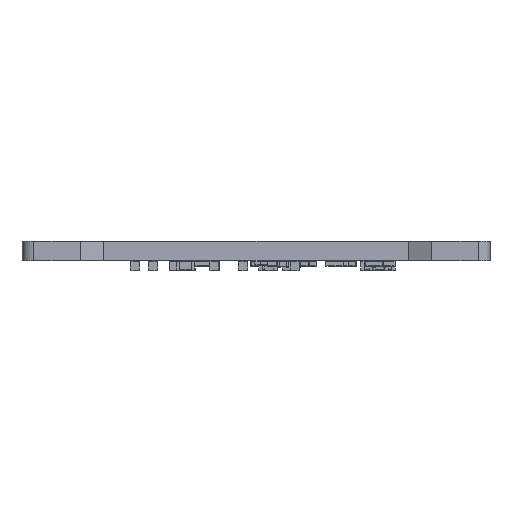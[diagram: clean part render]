
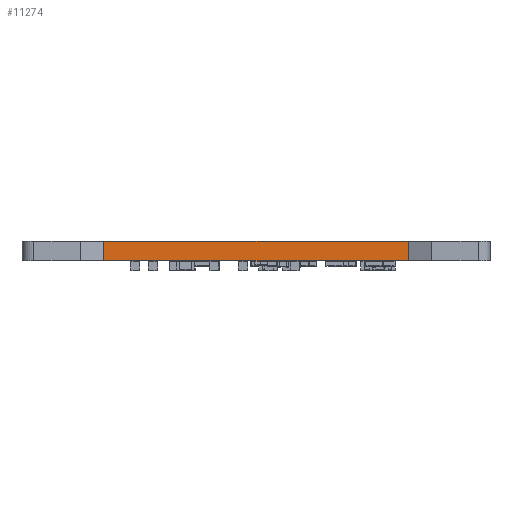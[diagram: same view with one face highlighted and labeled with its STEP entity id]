
A CAD part, left-side view. The second image highlights one B-rep face of the part: STEP entity #11274.
In plain terms, the highlighted planar face has unit normal (-1, 0, 0).
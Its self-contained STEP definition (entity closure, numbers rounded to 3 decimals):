
#7739 = PLANE('',#7740);
#7740 = AXIS2_PLACEMENT_3D('',#7741,#7742,#7743);
#7741 = CARTESIAN_POINT('',(20.,20.,1.635));
#7742 = DIRECTION('',(-0.,-0.,-1.));
#7743 = DIRECTION('',(-1.,0.,0.));
#7767 = PLANE('',#7768);
#7768 = AXIS2_PLACEMENT_3D('',#7769,#7770,#7771);
#7769 = CARTESIAN_POINT('',(0.,5.,0.));
#7770 = DIRECTION('',(-0.894,0.447,0.));
#7771 = DIRECTION('',(0.447,0.894,0.));
#7793 = PLANE('',#7794);
#7794 = AXIS2_PLACEMENT_3D('',#7795,#7796,#7797);
#7795 = CARTESIAN_POINT('',(20.,20.,0.));
#7796 = DIRECTION('',(-0.,-0.,-1.));
#7797 = DIRECTION('',(-1.,0.,0.));
#7896 = VERTEX_POINT('',#7897);
#7897 = CARTESIAN_POINT('',(1.,7.,1.635));
#7918 = EDGE_CURVE('',#7919,#7896,#7921,.T.);
#7919 = VERTEX_POINT('',#7920);
#7920 = CARTESIAN_POINT('',(1.,7.,0.));
#7921 = SURFACE_CURVE('',#7922,(#7926,#7933),.PCURVE_S1.);
#7922 = LINE('',#7923,#7924);
#7923 = CARTESIAN_POINT('',(1.,7.,0.));
#7924 = VECTOR('',#7925,1.);
#7925 = DIRECTION('',(0.,0.,1.));
#7926 = PCURVE('',#7767,#7927);
#7927 = DEFINITIONAL_REPRESENTATION('',(#7928),#7932);
#7928 = LINE('',#7929,#7930);
#7929 = CARTESIAN_POINT('',(2.236,0.));
#7930 = VECTOR('',#7931,1.);
#7931 = DIRECTION('',(0.,-1.));
#7932 = ( GEOMETRIC_REPRESENTATION_CONTEXT(2) 
PARAMETRIC_REPRESENTATION_CONTEXT() REPRESENTATION_CONTEXT('2D SPACE',''
  ) );
#7933 = PCURVE('',#7934,#7939);
#7934 = PLANE('',#7935);
#7935 = AXIS2_PLACEMENT_3D('',#7936,#7937,#7938);
#7936 = CARTESIAN_POINT('',(1.,7.,0.));
#7937 = DIRECTION('',(-1.,0.,0.));
#7938 = DIRECTION('',(0.,1.,0.));
#7939 = DEFINITIONAL_REPRESENTATION('',(#7940),#7944);
#7940 = LINE('',#7941,#7942);
#7941 = CARTESIAN_POINT('',(0.,0.));
#7942 = VECTOR('',#7943,1.);
#7943 = DIRECTION('',(0.,-1.));
#7944 = ( GEOMETRIC_REPRESENTATION_CONTEXT(2) 
PARAMETRIC_REPRESENTATION_CONTEXT() REPRESENTATION_CONTEXT('2D SPACE',''
  ) );
#7972 = EDGE_CURVE('',#7919,#7973,#7975,.T.);
#7973 = VERTEX_POINT('',#7974);
#7974 = CARTESIAN_POINT('',(1.,33.,0.));
#7975 = SURFACE_CURVE('',#7976,(#7980,#7987),.PCURVE_S1.);
#7976 = LINE('',#7977,#7978);
#7977 = CARTESIAN_POINT('',(1.,7.,0.));
#7978 = VECTOR('',#7979,1.);
#7979 = DIRECTION('',(0.,1.,0.));
#7980 = PCURVE('',#7793,#7981);
#7981 = DEFINITIONAL_REPRESENTATION('',(#7982),#7986);
#7982 = LINE('',#7983,#7984);
#7983 = CARTESIAN_POINT('',(19.,-13.));
#7984 = VECTOR('',#7985,1.);
#7985 = DIRECTION('',(0.,1.));
#7986 = ( GEOMETRIC_REPRESENTATION_CONTEXT(2) 
PARAMETRIC_REPRESENTATION_CONTEXT() REPRESENTATION_CONTEXT('2D SPACE',''
  ) );
#7987 = PCURVE('',#7934,#7988);
#7988 = DEFINITIONAL_REPRESENTATION('',(#7989),#7993);
#7989 = LINE('',#7990,#7991);
#7990 = CARTESIAN_POINT('',(0.,0.));
#7991 = VECTOR('',#7992,1.);
#7992 = DIRECTION('',(1.,0.));
#7993 = ( GEOMETRIC_REPRESENTATION_CONTEXT(2) 
PARAMETRIC_REPRESENTATION_CONTEXT() REPRESENTATION_CONTEXT('2D SPACE',''
  ) );
#8011 = PLANE('',#8012);
#8012 = AXIS2_PLACEMENT_3D('',#8013,#8014,#8015);
#8013 = CARTESIAN_POINT('',(1.,33.,0.));
#8014 = DIRECTION('',(-0.894,-0.447,0.));
#8015 = DIRECTION('',(-0.447,0.894,0.));
#9745 = EDGE_CURVE('',#7896,#9746,#9748,.T.);
#9746 = VERTEX_POINT('',#9747);
#9747 = CARTESIAN_POINT('',(1.,33.,1.635));
#9748 = SURFACE_CURVE('',#9749,(#9753,#9760),.PCURVE_S1.);
#9749 = LINE('',#9750,#9751);
#9750 = CARTESIAN_POINT('',(1.,7.,1.635));
#9751 = VECTOR('',#9752,1.);
#9752 = DIRECTION('',(0.,1.,0.));
#9753 = PCURVE('',#7739,#9754);
#9754 = DEFINITIONAL_REPRESENTATION('',(#9755),#9759);
#9755 = LINE('',#9756,#9757);
#9756 = CARTESIAN_POINT('',(19.,-13.));
#9757 = VECTOR('',#9758,1.);
#9758 = DIRECTION('',(0.,1.));
#9759 = ( GEOMETRIC_REPRESENTATION_CONTEXT(2) 
PARAMETRIC_REPRESENTATION_CONTEXT() REPRESENTATION_CONTEXT('2D SPACE',''
  ) );
#9760 = PCURVE('',#7934,#9761);
#9761 = DEFINITIONAL_REPRESENTATION('',(#9762),#9766);
#9762 = LINE('',#9763,#9764);
#9763 = CARTESIAN_POINT('',(0.,-1.635));
#9764 = VECTOR('',#9765,1.);
#9765 = DIRECTION('',(1.,0.));
#9766 = ( GEOMETRIC_REPRESENTATION_CONTEXT(2) 
PARAMETRIC_REPRESENTATION_CONTEXT() REPRESENTATION_CONTEXT('2D SPACE',''
  ) );
#11274 = ADVANCED_FACE('',(#11275),#7934,.T.);
#11275 = FACE_BOUND('',#11276,.T.);
#11276 = EDGE_LOOP('',(#11277,#11278,#11279,#11300));
#11277 = ORIENTED_EDGE('',*,*,#7918,.T.);
#11278 = ORIENTED_EDGE('',*,*,#9745,.T.);
#11279 = ORIENTED_EDGE('',*,*,#11280,.F.);
#11280 = EDGE_CURVE('',#7973,#9746,#11281,.T.);
#11281 = SURFACE_CURVE('',#11282,(#11286,#11293),.PCURVE_S1.);
#11282 = LINE('',#11283,#11284);
#11283 = CARTESIAN_POINT('',(1.,33.,0.));
#11284 = VECTOR('',#11285,1.);
#11285 = DIRECTION('',(0.,0.,1.));
#11286 = PCURVE('',#7934,#11287);
#11287 = DEFINITIONAL_REPRESENTATION('',(#11288),#11292);
#11288 = LINE('',#11289,#11290);
#11289 = CARTESIAN_POINT('',(26.,0.));
#11290 = VECTOR('',#11291,1.);
#11291 = DIRECTION('',(0.,-1.));
#11292 = ( GEOMETRIC_REPRESENTATION_CONTEXT(2) 
PARAMETRIC_REPRESENTATION_CONTEXT() REPRESENTATION_CONTEXT('2D SPACE',''
  ) );
#11293 = PCURVE('',#8011,#11294);
#11294 = DEFINITIONAL_REPRESENTATION('',(#11295),#11299);
#11295 = LINE('',#11296,#11297);
#11296 = CARTESIAN_POINT('',(0.,0.));
#11297 = VECTOR('',#11298,1.);
#11298 = DIRECTION('',(0.,-1.));
#11299 = ( GEOMETRIC_REPRESENTATION_CONTEXT(2) 
PARAMETRIC_REPRESENTATION_CONTEXT() REPRESENTATION_CONTEXT('2D SPACE',''
  ) );
#11300 = ORIENTED_EDGE('',*,*,#7972,.F.);
